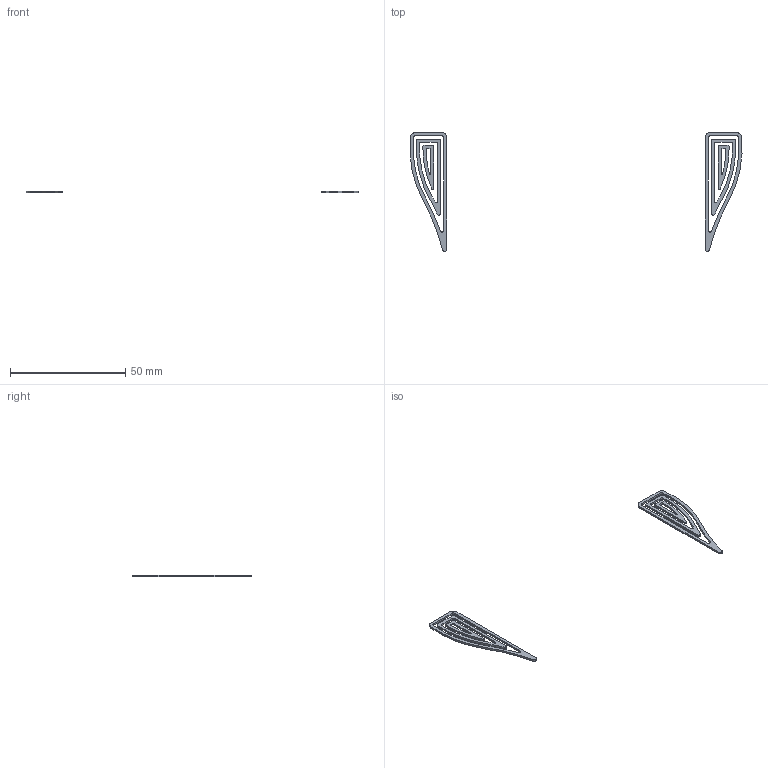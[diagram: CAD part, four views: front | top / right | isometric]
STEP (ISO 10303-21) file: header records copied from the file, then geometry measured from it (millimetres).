
FILE_DESCRIPTION(('HOOPS Exchange Step'),'2;1');
FILE_NAME('temp_export','2024-10-26T12:09:54-04:00',('jscotto'),('Shapr3D Limited'),'HOOPS Exchange 2024.2','Shapr3D','Authorized');
FILE_SCHEMA( ('AP242_MANAGED_MODEL_BASED_3D_ENGINEERING_MIM_LF {1 0 10303 442 1 1 4 }') );
Length unit declared in the file: millimetre
Products named in the file (3): Left; Right; Design
Assembly tree (2 placements, depth 2):
  Design
    Left
    Right
Bounding box: 143.78 x 51.49 x 0.8 mm (x, y, z)
Volume: 511.2 mm3; surface area: 1962.6 mm2
Topology: 6 solids, 6 shells, 92 faces, 240 edges, 160 vertices
Faces by surface type: cylinder 56, plane 36
Entity records: 2983 total; most frequent: DIRECTION 548, CARTESIAN_POINT 498, ORIENTED_EDGE 480, EDGE_CURVE 240, AXIS2_PLACEMENT_3D 210, VERTEX_POINT 160, VECTOR 128, LINE 128
